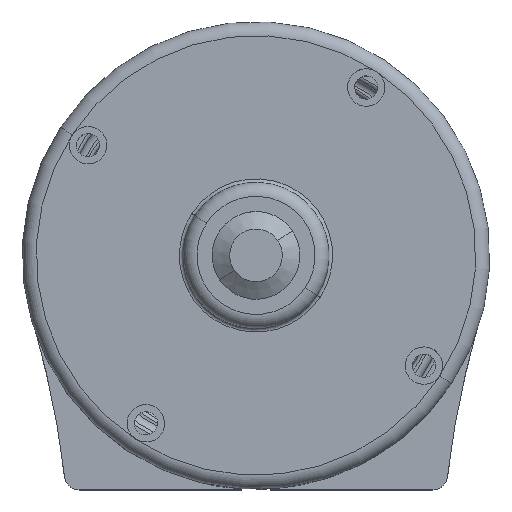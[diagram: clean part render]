
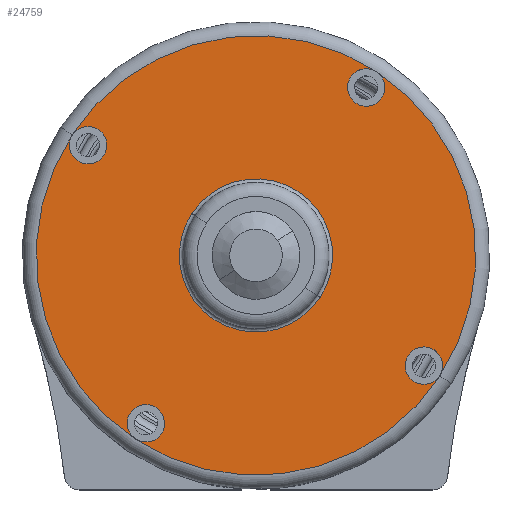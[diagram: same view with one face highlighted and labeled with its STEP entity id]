
A CAD part, top view. The second image highlights one B-rep face of the part: STEP entity #24759.
In plain terms, the highlighted face is planar.
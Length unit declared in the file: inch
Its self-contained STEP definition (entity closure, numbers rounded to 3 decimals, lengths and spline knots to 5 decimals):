
#64 = DIRECTION ( 'NONE',  ( -1., 0., 0. ) ) ;
#307 = CARTESIAN_POINT ( 'NONE',  ( 0.365, 0.655, 0. ) ) ;
#450 = AXIS2_PLACEMENT_3D ( 'NONE', #34233, #21375, #5253 ) ;
#707 = FACE_OUTER_BOUND ( 'NONE', #14467, .T. ) ;
#1012 = ORIENTED_EDGE ( 'NONE', *, *, #38367, .F. ) ;
#1061 = CARTESIAN_POINT ( 'NONE',  ( 0.365, 0., -0.655 ) ) ;
#1283 = VERTEX_POINT ( 'NONE', #27558 ) ;
#1697 = CIRCLE ( 'NONE', #10905, 0.655 ) ;
#1938 = EDGE_CURVE ( 'NONE', #40591, #18254, #13262, .T. ) ;
#2144 = DIRECTION ( 'NONE',  ( -1., 0., 0. ) ) ;
#2275 = DIRECTION ( 'NONE',  ( -1., 0., 0. ) ) ;
#2593 = EDGE_LOOP ( 'NONE', ( #1012, #14939 ) ) ;
#2928 = CARTESIAN_POINT ( 'NONE',  ( 0.365, 0., 0. ) ) ;
#3369 = CIRCLE ( 'NONE', #38426, 0.16 ) ;
#4307 = EDGE_LOOP ( 'NONE', ( #20598, #26123 ) ) ;
#4476 = CARTESIAN_POINT ( 'NONE',  ( 0.365, -1.717, 0. ) ) ;
#4517 = CARTESIAN_POINT ( 'NONE',  ( 0.365, 0., 1.88 ) ) ;
#4617 = CARTESIAN_POINT ( 'NONE',  ( 0.365, 0., 1.5575 ) ) ;
#4741 = EDGE_LOOP ( 'NONE', ( #32946, #24740 ) ) ;
#4864 = AXIS2_PLACEMENT_3D ( 'NONE', #12494, #12287, #21823 ) ;
#4963 = DIRECTION ( 'NONE',  ( -1., 0., 0. ) ) ;
#5036 = VERTEX_POINT ( 'NONE', #28302 ) ;
#5053 = AXIS2_PLACEMENT_3D ( 'NONE', #27690, #8582, #11281 ) ;
#5137 = CIRCLE ( 'NONE', #28311, 0.16 ) ;
#5253 = DIRECTION ( 'NONE',  ( 0., 0., 1. ) ) ;
#5266 = VERTEX_POINT ( 'NONE', #22251 ) ;
#5559 = EDGE_CURVE ( 'NONE', #1283, #40179, #20893, .T. ) ;
#5834 = DIRECTION ( 'NONE',  ( 0., 0., 1. ) ) ;
#6260 = FACE_BOUND ( 'NONE', #27514, .T. ) ;
#6671 = FACE_BOUND ( 'NONE', #23321, .T. ) ;
#7137 = DIRECTION ( 'NONE',  ( -1., 0., 0. ) ) ;
#7196 = CARTESIAN_POINT ( 'NONE',  ( 0.365, -1.717, 0. ) ) ;
#7230 = DIRECTION ( 'NONE',  ( 0., 0., 1. ) ) ;
#7678 = DIRECTION ( 'NONE',  ( -1., 0., 0. ) ) ;
#7887 = ORIENTED_EDGE ( 'NONE', *, *, #39690, .F. ) ;
#8582 = DIRECTION ( 'NONE',  ( -1., 0., 0. ) ) ;
#8705 = EDGE_CURVE ( 'NONE', #17381, #22570, #30205, .T. ) ;
#8964 = ORIENTED_EDGE ( 'NONE', *, *, #15035, .T. ) ;
#9732 = DIRECTION ( 'NONE',  ( -1., 0., 0. ) ) ;
#10324 = AXIS2_PLACEMENT_3D ( 'NONE', #14199, #20403, #30381 ) ;
#10334 = ORIENTED_EDGE ( 'NONE', *, *, #12597, .F. ) ;
#10354 = AXIS2_PLACEMENT_3D ( 'NONE', #307, #25960, #25551 ) ;
#10792 = CIRCLE ( 'NONE', #4864, 1.88 ) ;
#10905 = AXIS2_PLACEMENT_3D ( 'NONE', #29638, #9732, #7230 ) ;
#11069 = CARTESIAN_POINT ( 'NONE',  ( 0.365, 0., 1.7175 ) ) ;
#11239 = VERTEX_POINT ( 'NONE', #4517 ) ;
#11281 = DIRECTION ( 'NONE',  ( 0., 0., 1. ) ) ;
#11688 = CARTESIAN_POINT ( 'NONE',  ( 0.365, 0., 1.8775 ) ) ;
#12287 = DIRECTION ( 'NONE',  ( -1., 0., 0. ) ) ;
#12494 = CARTESIAN_POINT ( 'NONE',  ( 0.365, 0., 0. ) ) ;
#12597 = EDGE_CURVE ( 'NONE', #22570, #17381, #35464, .T. ) ;
#12997 = CARTESIAN_POINT ( 'NONE',  ( 0.365, 0., -1.5575 ) ) ;
#13262 = CIRCLE ( 'NONE', #20544, 0.16 ) ;
#14199 = CARTESIAN_POINT ( 'NONE',  ( 0.365, 1.718, 0. ) ) ;
#14277 = CARTESIAN_POINT ( 'NONE',  ( 0.365, 0., -1.7175 ) ) ;
#14430 = EDGE_CURVE ( 'NONE', #14529, #5266, #5137, .T. ) ;
#14467 = EDGE_LOOP ( 'NONE', ( #8964, #28998 ) ) ;
#14529 = VERTEX_POINT ( 'NONE', #35792 ) ;
#14742 = DIRECTION ( 'NONE',  ( 0., 0., 1. ) ) ;
#14847 = EDGE_CURVE ( 'NONE', #5266, #14529, #17068, .T. ) ;
#14878 = DIRECTION ( 'NONE',  ( 0., 0., 1. ) ) ;
#14939 = ORIENTED_EDGE ( 'NONE', *, *, #18941, .F. ) ;
#15035 = EDGE_CURVE ( 'NONE', #11239, #24175, #23711, .T. ) ;
#16614 = FACE_BOUND ( 'NONE', #4741, .T. ) ;
#16932 = DIRECTION ( 'NONE',  ( 0., 0., 1. ) ) ;
#17068 = CIRCLE ( 'NONE', #40239, 0.16 ) ;
#17381 = VERTEX_POINT ( 'NONE', #25119 ) ;
#18254 = VERTEX_POINT ( 'NONE', #11688 ) ;
#18886 = FACE_BOUND ( 'NONE', #2593, .T. ) ;
#18941 = EDGE_CURVE ( 'NONE', #21458, #5036, #39299, .T. ) ;
#20403 = DIRECTION ( 'NONE',  ( -1., 0., 0. ) ) ;
#20544 = AXIS2_PLACEMENT_3D ( 'NONE', #11069, #7137, #26015 ) ;
#20598 = ORIENTED_EDGE ( 'NONE', *, *, #24888, .F. ) ;
#20893 = CIRCLE ( 'NONE', #450, 0.16 ) ;
#21375 = DIRECTION ( 'NONE',  ( -1., 0., 0. ) ) ;
#21458 = VERTEX_POINT ( 'NONE', #1061 ) ;
#21823 = DIRECTION ( 'NONE',  ( 0., 0., 1. ) ) ;
#22251 = CARTESIAN_POINT ( 'NONE',  ( 0.365, -1.717, 0.16 ) ) ;
#22570 = VERTEX_POINT ( 'NONE', #40731 ) ;
#22626 = FACE_BOUND ( 'NONE', #4307, .T. ) ;
#23321 = EDGE_LOOP ( 'NONE', ( #7887, #37564 ) ) ;
#23643 = DIRECTION ( 'NONE',  ( 0., 0., 1. ) ) ;
#23711 = CIRCLE ( 'NONE', #29016, 1.88 ) ;
#24175 = VERTEX_POINT ( 'NONE', #34141 ) ;
#24740 = ORIENTED_EDGE ( 'NONE', *, *, #14430, .F. ) ;
#24759 = ADVANCED_FACE ( 'NONE', ( #6671, #6260, #16614, #22626, #18886, #707 ), #31553, .F. ) ;
#24888 = EDGE_CURVE ( 'NONE', #18254, #40591, #36159, .T. ) ;
#25119 = CARTESIAN_POINT ( 'NONE',  ( 0.365, 1.718, 0.16 ) ) ;
#25551 = DIRECTION ( 'NONE',  ( 0., 0., -1. ) ) ;
#25935 = CARTESIAN_POINT ( 'NONE',  ( 0.365, 0., 0. ) ) ;
#25960 = DIRECTION ( 'NONE',  ( 1., 0., 0. ) ) ;
#26015 = DIRECTION ( 'NONE',  ( 0., 0., 1. ) ) ;
#26123 = ORIENTED_EDGE ( 'NONE', *, *, #1938, .F. ) ;
#27514 = EDGE_LOOP ( 'NONE', ( #39953, #10334 ) ) ;
#27558 = CARTESIAN_POINT ( 'NONE',  ( 0.365, 0., -1.8775 ) ) ;
#27690 = CARTESIAN_POINT ( 'NONE',  ( 0.365, 1.718, 0. ) ) ;
#28302 = CARTESIAN_POINT ( 'NONE',  ( 0.365, 0., 0.655 ) ) ;
#28311 = AXIS2_PLACEMENT_3D ( 'NONE', #7196, #29800, #16932 ) ;
#28998 = ORIENTED_EDGE ( 'NONE', *, *, #35640, .T. ) ;
#29016 = AXIS2_PLACEMENT_3D ( 'NONE', #2928, #64, #5834 ) ;
#29638 = CARTESIAN_POINT ( 'NONE',  ( 0.365, 0., 0. ) ) ;
#29800 = DIRECTION ( 'NONE',  ( -1., 0., 0. ) ) ;
#30205 = CIRCLE ( 'NONE', #10324, 0.16 ) ;
#30381 = DIRECTION ( 'NONE',  ( 0., 0., 1. ) ) ;
#30649 = DIRECTION ( 'NONE',  ( 0., 0., 1. ) ) ;
#31553 = PLANE ( 'NONE',  #10354 ) ;
#32568 = CARTESIAN_POINT ( 'NONE',  ( 0.365, 0., 1.7175 ) ) ;
#32946 = ORIENTED_EDGE ( 'NONE', *, *, #14847, .F. ) ;
#34141 = CARTESIAN_POINT ( 'NONE',  ( 0.365, 0., -1.88 ) ) ;
#34233 = CARTESIAN_POINT ( 'NONE',  ( 0.365, 0., -1.7175 ) ) ;
#35464 = CIRCLE ( 'NONE', #5053, 0.16 ) ;
#35640 = EDGE_CURVE ( 'NONE', #24175, #11239, #10792, .T. ) ;
#35792 = CARTESIAN_POINT ( 'NONE',  ( 0.365, -1.717, -0.16 ) ) ;
#36159 = CIRCLE ( 'NONE', #37558, 0.16 ) ;
#37558 = AXIS2_PLACEMENT_3D ( 'NONE', #32568, #2275, #14878 ) ;
#37564 = ORIENTED_EDGE ( 'NONE', *, *, #5559, .F. ) ;
#38367 = EDGE_CURVE ( 'NONE', #5036, #21458, #1697, .T. ) ;
#38426 = AXIS2_PLACEMENT_3D ( 'NONE', #14277, #4963, #30649 ) ;
#38609 = AXIS2_PLACEMENT_3D ( 'NONE', #25935, #7678, #23643 ) ;
#39299 = CIRCLE ( 'NONE', #38609, 0.655 ) ;
#39690 = EDGE_CURVE ( 'NONE', #40179, #1283, #3369, .T. ) ;
#39953 = ORIENTED_EDGE ( 'NONE', *, *, #8705, .F. ) ;
#40179 = VERTEX_POINT ( 'NONE', #12997 ) ;
#40239 = AXIS2_PLACEMENT_3D ( 'NONE', #4476, #2144, #14742 ) ;
#40591 = VERTEX_POINT ( 'NONE', #4617 ) ;
#40731 = CARTESIAN_POINT ( 'NONE',  ( 0.365, 1.718, -0.16 ) ) ;
